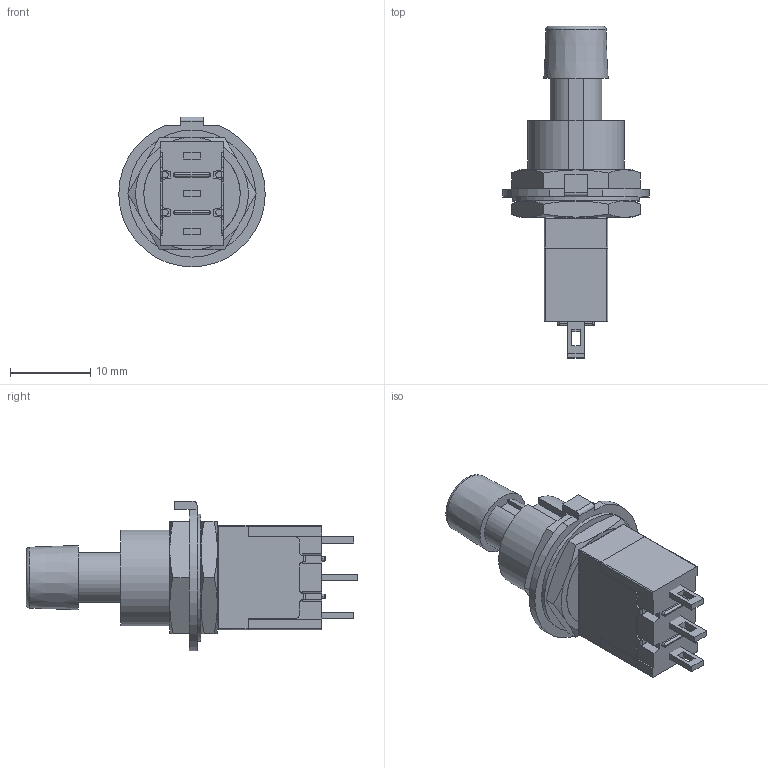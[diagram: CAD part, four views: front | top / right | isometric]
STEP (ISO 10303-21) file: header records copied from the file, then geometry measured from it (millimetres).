
FILE_DESCRIPTION( ( 'STEP AP214' ), '1' );
FILE_NAME( 'MB2065SB1W01-BA.stp', '2020-03-11T20:24:12', ( '' ), ( '' ), ' ', 'PARTsolutions', ' ' );
FILE_SCHEMA( ( 'AUTOMOTIVE_DESIGN { 1 0 10303 214 1 1 1 1 }' ) );
Length unit declared in the file: inch
Products named in the file (11): MB2065SB1W01-BA; _MB2065-body; _MB2065c; _MBB1-lb_bushing; _MBB1B; _MBBAcaps; _AT527M; _AT506M; _AT508; _AT503M; _MB2065W01-terminals
Assembly tree (10 placements, depth 2):
  MB2065SB1W01-BA
    _MB2065-body
    _MB2065c
    _MBB1-lb_bushing
    _MBB1B
    _MBBAcaps
    _AT527M
    _AT506M
    _AT508
    _AT503M
    _MB2065W01-terminals
Bounding box: 18.21 x 41.27 x 18.62 mm (x, y, z)
Volume: 3640.8 mm3; surface area: 4019 mm2
Topology: 10 solids, 10 shells, 339 faces, 913 edges, 599 vertices
Faces by surface type: plane 196, cylinder 119, cone 23, torus 1
Full cylindrical faces by diameter (mm): 10.106 x2, 15.799 x1
Entity records: 13667 total; most frequent: CARTESIAN_POINT 2145, ORIENTED_EDGE 1808, DIRECTION 1799, EDGE_CURVE 904, LINE 605, VECTOR 605, VERTEX_POINT 599, AXIS2_PLACEMENT_3D 597
